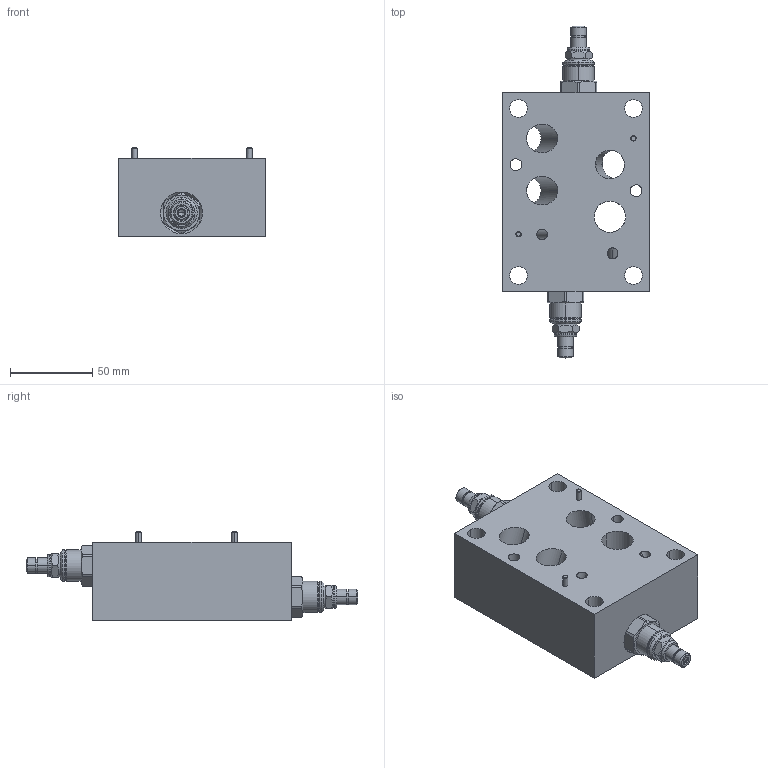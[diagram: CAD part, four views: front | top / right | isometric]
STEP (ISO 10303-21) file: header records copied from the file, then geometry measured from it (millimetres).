
FILE_DESCRIPTION((''),'2;1');
FILE_NAME('RPECLAN-CKY-S_ASM','2023-08-21T',('ProEService'),(''),'PRO/ENGINEER BY PARAMETRIC TECHNOLOGY CORPORATION, 2014200','PRO/ENGINEER BY PARAMETRIC TECHNOLOGY CORPORATION, 2014200','');
FILE_SCHEMA(('CONFIG_CONTROL_DESIGN'));
Length unit declared in the file: inch
Products named in the file (8): 151-126; RPECLAN; 811-001-006; 340-004; 500-001-111; 500-001-118; 700-006; RPECLAN-CKY-S_ASM
Assembly tree (14 placements, depth 2):
  RPECLAN-CKY-S_ASM
    151-126
    RPECLAN  x2
    811-001-006  x2
    340-004  x2
    500-001-111  x2
    500-001-118  x4
    700-006
Bounding box: 88.9 x 201.83 x 53.98 mm (x, y, z)
Volume: 426031.9 mm3; surface area: 89857.2 mm2
Topology: 11 solids, 15 shells, 754 faces, 1928 edges, 1358 vertices
Faces by surface type: cylinder 302, plane 186, cone 168, torus 72, revolution 16, sphere 10
Entity records: 18849 total; most frequent: CARTESIAN_POINT 7419, DIRECTION 2452, ORIENTED_EDGE 2092, EDGE_CURVE 1046, AXIS2_PLACEMENT_3D 951, VERTEX_POINT 640, VECTOR 542, LINE 542
